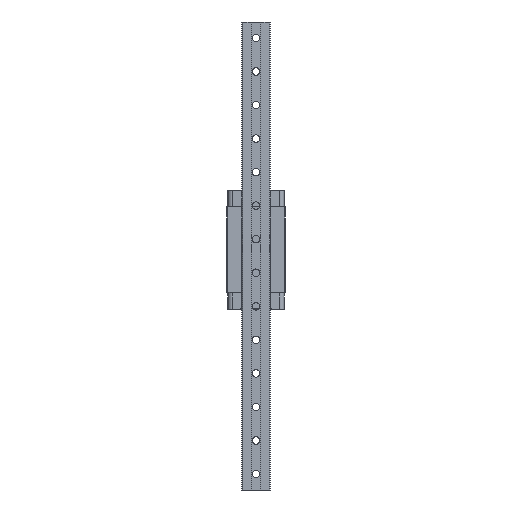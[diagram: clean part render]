
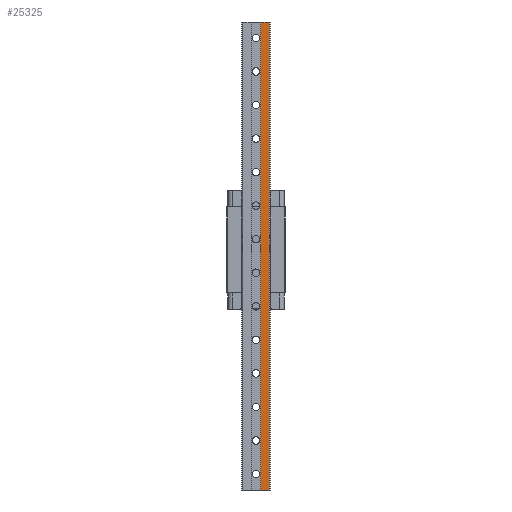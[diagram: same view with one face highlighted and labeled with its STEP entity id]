
A CAD part, front view. The second image highlights one B-rep face of the part: STEP entity #25325.
In plain terms, the highlighted face is planar.
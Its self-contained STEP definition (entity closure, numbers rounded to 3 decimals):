
#717 = DIRECTION ( 'NONE',  ( -1., 0., 0. ) ) ;
#1938 = FACE_OUTER_BOUND ( 'NONE', #21635, .T. ) ;
#2026 = LINE ( 'NONE', #16729, #22872 ) ;
#2570 = DIRECTION ( 'NONE',  ( 0., 0., -1. ) ) ;
#4163 = CARTESIAN_POINT ( 'NONE',  ( 5.9, 0., 279. ) ) ;
#5251 = VERTEX_POINT ( 'NONE', #11374 ) ;
#6044 = VECTOR ( 'NONE', #14911, 1000. ) ;
#6858 = ORIENTED_EDGE ( 'NONE', *, *, #7467, .T. ) ;
#7467 = EDGE_CURVE ( 'NONE', #5251, #19936, #2026, .T. ) ;
#7545 = EDGE_CURVE ( 'NONE', #19936, #10502, #21625, .T. ) ;
#9628 = ORIENTED_EDGE ( 'NONE', *, *, #7545, .T. ) ;
#10502 = VERTEX_POINT ( 'NONE', #19819 ) ;
#10890 = VECTOR ( 'NONE', #717, 1000. ) ;
#11152 = ORIENTED_EDGE ( 'NONE', *, *, #19332, .F. ) ;
#11374 = CARTESIAN_POINT ( 'NONE',  ( 15.6, 0., 279. ) ) ;
#12839 = CARTESIAN_POINT ( 'NONE',  ( 0., 0., -279. ) ) ;
#12969 = CARTESIAN_POINT ( 'NONE',  ( 5.9, 0., 0. ) ) ;
#13255 = EDGE_CURVE ( 'NONE', #10502, #22512, #16157, .T. ) ;
#13527 = DIRECTION ( 'NONE',  ( 0., 0., 1. ) ) ;
#14911 = DIRECTION ( 'NONE',  ( 0., 0., 1. ) ) ;
#15683 = DIRECTION ( 'NONE',  ( -1., 0., 0. ) ) ;
#16157 = LINE ( 'NONE', #12969, #6044 ) ;
#16729 = CARTESIAN_POINT ( 'NONE',  ( 15.6, 0., 0. ) ) ;
#17488 = PLANE ( 'NONE',  #24990 ) ;
#17612 = CARTESIAN_POINT ( 'NONE',  ( 0., 0., 279. ) ) ;
#18605 = LINE ( 'NONE', #17612, #18679 ) ;
#18679 = VECTOR ( 'NONE', #15683, 1000. ) ;
#19332 = EDGE_CURVE ( 'NONE', #5251, #22512, #18605, .T. ) ;
#19536 = CARTESIAN_POINT ( 'NONE',  ( -17., 0., 0. ) ) ;
#19819 = CARTESIAN_POINT ( 'NONE',  ( 5.9, 0., -279. ) ) ;
#19936 = VERTEX_POINT ( 'NONE', #24527 ) ;
#21625 = LINE ( 'NONE', #12839, #10890 ) ;
#21635 = EDGE_LOOP ( 'NONE', ( #6858, #9628, #24008, #11152 ) ) ;
#22512 = VERTEX_POINT ( 'NONE', #4163 ) ;
#22872 = VECTOR ( 'NONE', #2570, 1000. ) ;
#24008 = ORIENTED_EDGE ( 'NONE', *, *, #13255, .T. ) ;
#24527 = CARTESIAN_POINT ( 'NONE',  ( 15.6, 0., -279. ) ) ;
#24990 = AXIS2_PLACEMENT_3D ( 'NONE', #19536, #25584, #13527 ) ;
#25325 = ADVANCED_FACE ( 'NONE', ( #1938 ), #17488, .T. ) ;
#25584 = DIRECTION ( 'NONE',  ( 0., 1., 0. ) ) ;
